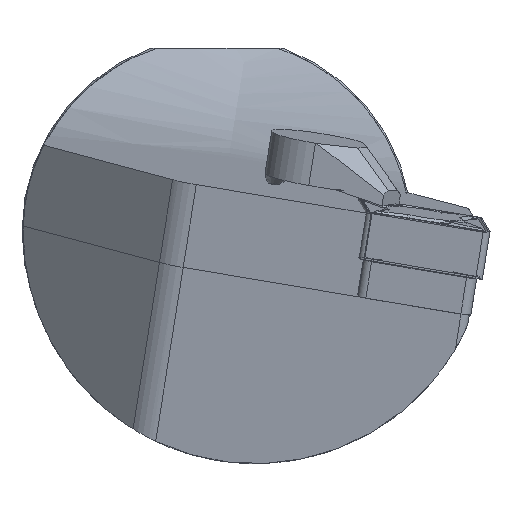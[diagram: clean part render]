
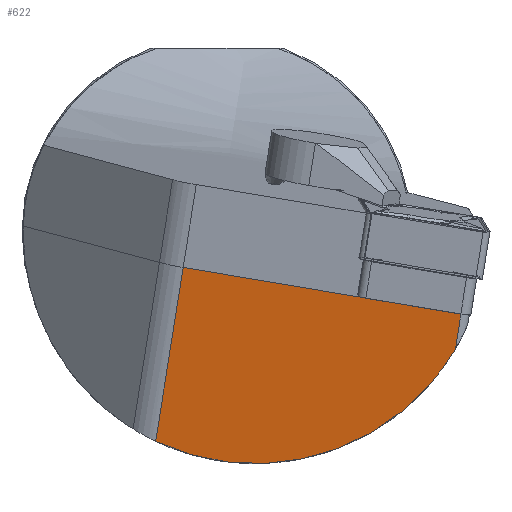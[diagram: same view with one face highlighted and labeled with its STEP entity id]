
A CAD part, left-side view. The second image highlights one B-rep face of the part: STEP entity #622.
In plain terms, the highlighted planar face has unit normal (-0.991, 0.102, -0.089).
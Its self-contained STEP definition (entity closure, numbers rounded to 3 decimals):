
#571=ELLIPSE('',#2584,30.026,29.75);
#622=ADVANCED_FACE('',(#809),#739,.F.);
#739=PLANE('',#2585);
#809=FACE_OUTER_BOUND('',#920,.T.);
#920=EDGE_LOOP('',(#1146,#1147,#1148,#1149,#1150,#1151));
#1146=ORIENTED_EDGE('',*,*,#1942,.F.);
#1147=ORIENTED_EDGE('',*,*,#1943,.T.);
#1148=ORIENTED_EDGE('',*,*,#1944,.T.);
#1149=ORIENTED_EDGE('',*,*,#1945,.F.);
#1150=ORIENTED_EDGE('',*,*,#1946,.T.);
#1151=ORIENTED_EDGE('',*,*,#1918,.T.);
#1720=VERTEX_POINT('',#3358);
#1721=VERTEX_POINT('',#3359);
#1740=VERTEX_POINT('',#3422);
#1741=VERTEX_POINT('',#3424);
#1742=VERTEX_POINT('',#3426);
#1743=VERTEX_POINT('',#3428);
#1918=EDGE_CURVE('',#1720,#1721,#2219,.T.);
#1942=EDGE_CURVE('',#1740,#1721,#2237,.T.);
#1943=EDGE_CURVE('',#1740,#1741,#2238,.T.);
#1944=EDGE_CURVE('',#1741,#1742,#571,.T.);
#1945=EDGE_CURVE('',#1743,#1742,#2239,.T.);
#1946=EDGE_CURVE('',#1743,#1720,#2240,.T.);
#2219=LINE('',#3357,#2397);
#2237=LINE('',#3421,#2415);
#2238=LINE('',#3423,#2416);
#2239=LINE('',#3427,#2417);
#2240=LINE('',#3429,#2418);
#2397=VECTOR('',#2778,1.);
#2415=VECTOR('',#2812,1.);
#2416=VECTOR('',#2813,1.);
#2417=VECTOR('',#2816,1.);
#2418=VECTOR('',#2817,1.);
#2584=AXIS2_PLACEMENT_3D('',#3425,#2814,#2815);
#2585=AXIS2_PLACEMENT_3D('',#3430,#2818,#2819);
#2778=DIRECTION('',(0.086,0.983,0.165));
#2812=DIRECTION('',(-0.086,-0.983,-0.165));
#2813=DIRECTION('',(0.105,0.156,-0.982));
#2814=DIRECTION('',(-0.991,0.102,-0.089));
#2815=DIRECTION('',(-0.135,-0.744,0.654));
#2816=DIRECTION('',(0.105,0.156,-0.982));
#2817=DIRECTION('',(0.086,0.983,0.165));
#2818=DIRECTION('',(0.991,-0.102,0.089));
#2819=DIRECTION('',(0.102,0.995,0.));
#3357=CARTESIAN_POINT('',(-224.759,16.776,-4.842));
#3358=CARTESIAN_POINT('',(-226.753,-6.008,-8.663));
#3359=CARTESIAN_POINT('',(-226.72,-5.636,-8.601));
#3421=CARTESIAN_POINT('',(-224.759,16.776,-4.842));
#3422=CARTESIAN_POINT('',(-224.759,16.776,-4.842));
#3423=CARTESIAN_POINT('',(-283.677,-70.916,548.826));
#3424=CARTESIAN_POINT('',(-222.387,20.306,-27.129));
#3425=CARTESIAN_POINT('',(-226.12,7.543,-0.256));
#3426=CARTESIAN_POINT('',(-227.397,-18.121,-15.304));
#3427=CARTESIAN_POINT('',(-286.793,-106.525,542.855));
#3428=CARTESIAN_POINT('',(-227.875,-18.832,-10.814));
#3429=CARTESIAN_POINT('',(-224.759,16.776,-4.842));
#3430=CARTESIAN_POINT('',(-283.677,-70.916,548.826));
